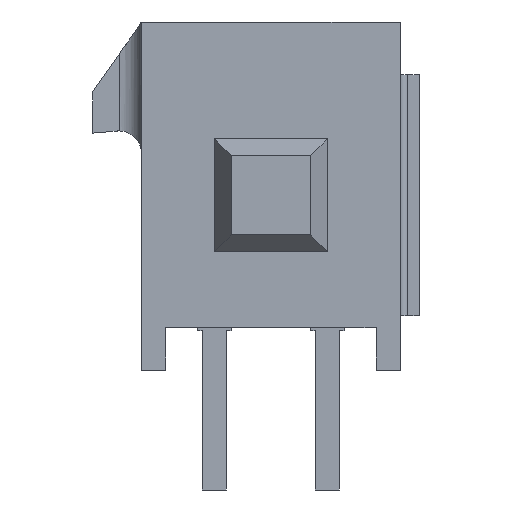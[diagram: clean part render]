
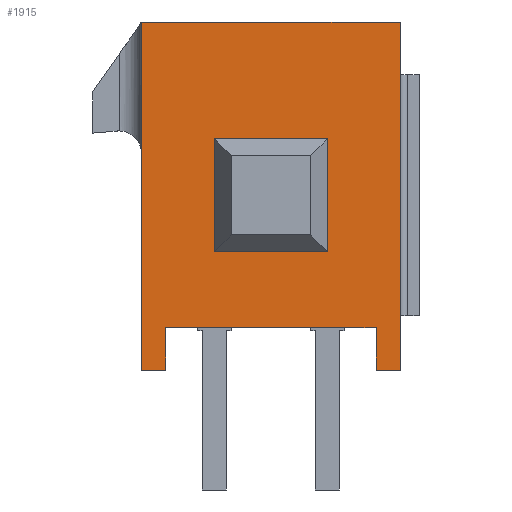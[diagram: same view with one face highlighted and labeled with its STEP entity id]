
A CAD part, left-side view. The second image highlights one B-rep face of the part: STEP entity #1915.
In plain terms, the highlighted planar face has unit normal (-1, 0, 0).
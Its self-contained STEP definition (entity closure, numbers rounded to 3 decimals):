
#1810=CARTESIAN_POINT('',(-3.43,3.773,9.702));
#1811=DIRECTION('',(1.0,0.0,0.0));
#1812=DIRECTION('',(0.0,0.0,-1.0));
#1813=AXIS2_PLACEMENT_3D('',#1810,#1811,#1812);
#1814=PLANE('',#1813);
#1815=CARTESIAN_POINT('',(-3.43,2.79,0.0));
#1816=VERTEX_POINT('',#1815);
#1817=CARTESIAN_POINT('',(-3.43,3.43,0.0));
#1818=VERTEX_POINT('',#1817);
#1819=CARTESIAN_POINT('',(-3.43,2.79,0.0));
#1820=DIRECTION('',(0.0,1.0,0.0));
#1821=VECTOR('',#1820,0.64);
#1822=LINE('',#1819,#1821);
#1823=EDGE_CURVE('',#1816,#1818,#1822,.T.);
#1824=ORIENTED_EDGE('',*,*,#1823,.F.);
#1825=CARTESIAN_POINT('',(-3.43,2.79,1.13));
#1826=VERTEX_POINT('',#1825);
#1827=CARTESIAN_POINT('',(-3.43,2.79,1.13));
#1828=DIRECTION('',(0.0,0.0,-1.0));
#1829=VECTOR('',#1828,1.13);
#1830=LINE('',#1827,#1829);
#1831=EDGE_CURVE('',#1826,#1816,#1830,.T.);
#1832=ORIENTED_EDGE('',*,*,#1831,.F.);
#1833=CARTESIAN_POINT('',(-3.43,-2.79,1.13));
#1834=VERTEX_POINT('',#1833);
#1835=CARTESIAN_POINT('',(-3.43,-2.79,1.13));
#1836=DIRECTION('',(0.0,1.0,0.0));
#1837=VECTOR('',#1836,5.58);
#1838=LINE('',#1835,#1837);
#1839=EDGE_CURVE('',#1834,#1826,#1838,.T.);
#1840=ORIENTED_EDGE('',*,*,#1839,.F.);
#1841=CARTESIAN_POINT('',(-3.43,-2.79,0.0));
#1842=VERTEX_POINT('',#1841);
#1843=CARTESIAN_POINT('',(-3.43,-2.79,0.0));
#1844=DIRECTION('',(0.0,0.0,1.0));
#1845=VECTOR('',#1844,1.13);
#1846=LINE('',#1843,#1845);
#1847=EDGE_CURVE('',#1842,#1834,#1846,.T.);
#1848=ORIENTED_EDGE('',*,*,#1847,.F.);
#1849=CARTESIAN_POINT('',(-3.43,-3.43,0.0));
#1850=VERTEX_POINT('',#1849);
#1851=CARTESIAN_POINT('',(-3.43,-3.43,0.0));
#1852=DIRECTION('',(0.0,1.0,0.0));
#1853=VECTOR('',#1852,0.64);
#1854=LINE('',#1851,#1853);
#1855=EDGE_CURVE('',#1850,#1842,#1854,.T.);
#1856=ORIENTED_EDGE('',*,*,#1855,.F.);
#1857=CARTESIAN_POINT('',(-3.43,-3.43,9.24));
#1858=VERTEX_POINT('',#1857);
#1859=CARTESIAN_POINT('',(-3.43,-3.43,9.24));
#1860=DIRECTION('',(0.0,0.0,-1.0));
#1861=VECTOR('',#1860,9.24);
#1862=LINE('',#1859,#1861);
#1863=EDGE_CURVE('',#1858,#1850,#1862,.T.);
#1864=ORIENTED_EDGE('',*,*,#1863,.F.);
#1865=CARTESIAN_POINT('',(-3.43,3.43,9.24));
#1866=VERTEX_POINT('',#1865);
#1867=CARTESIAN_POINT('',(-3.43,3.43,9.24));
#1868=DIRECTION('',(0.0,-1.0,0.0));
#1869=VECTOR('',#1868,6.86);
#1870=LINE('',#1867,#1869);
#1871=EDGE_CURVE('',#1866,#1858,#1870,.T.);
#1872=ORIENTED_EDGE('',*,*,#1871,.F.);
#1873=CARTESIAN_POINT('',(-3.43,3.43,0.0));
#1874=DIRECTION('',(0.0,0.0,1.0));
#1875=VECTOR('',#1874,9.24);
#1876=LINE('',#1873,#1875);
#1877=EDGE_CURVE('',#1818,#1866,#1876,.T.);
#1878=ORIENTED_EDGE('',*,*,#1877,.F.);
#1879=EDGE_LOOP('',(#1824,#1832,#1840,#1848,#1856,#1864,#1872,#1878));
#1880=FACE_OUTER_BOUND('',#1879,.T.);
#1881=CARTESIAN_POINT('',(-3.43,-1.0,3.64));
#1882=VERTEX_POINT('',#1881);
#1883=CARTESIAN_POINT('',(-3.43,1.0,3.64));
#1884=VERTEX_POINT('',#1883);
#1885=CARTESIAN_POINT('',(-3.43,-1.0,3.64));
#1886=DIRECTION('',(0.0,1.0,0.0));
#1887=VECTOR('',#1886,2.0);
#1888=LINE('',#1885,#1887);
#1889=EDGE_CURVE('',#1882,#1884,#1888,.T.);
#1890=ORIENTED_EDGE('',*,*,#1889,.T.);
#1891=CARTESIAN_POINT('',(-3.43,1.0,5.64));
#1892=VERTEX_POINT('',#1891);
#1893=CARTESIAN_POINT('',(-3.43,1.0,5.64));
#1894=DIRECTION('',(0.0,0.0,-1.0));
#1895=VECTOR('',#1894,2.0);
#1896=LINE('',#1893,#1895);
#1897=EDGE_CURVE('',#1892,#1884,#1896,.T.);
#1898=ORIENTED_EDGE('',*,*,#1897,.F.);
#1899=CARTESIAN_POINT('',(-3.43,-1.0,5.64));
#1900=VERTEX_POINT('',#1899);
#1901=CARTESIAN_POINT('',(-3.43,-1.0,5.64));
#1902=DIRECTION('',(0.0,1.0,0.0));
#1903=VECTOR('',#1902,2.0);
#1904=LINE('',#1901,#1903);
#1905=EDGE_CURVE('',#1900,#1892,#1904,.T.);
#1906=ORIENTED_EDGE('',*,*,#1905,.F.);
#1907=CARTESIAN_POINT('',(-3.43,-1.0,5.64));
#1908=DIRECTION('',(0.0,0.0,-1.0));
#1909=VECTOR('',#1908,2.0);
#1910=LINE('',#1907,#1909);
#1911=EDGE_CURVE('',#1900,#1882,#1910,.T.);
#1912=ORIENTED_EDGE('',*,*,#1911,.T.);
#1913=EDGE_LOOP('',(#1890,#1898,#1906,#1912));
#1914=FACE_BOUND('',#1913,.T.);
#1915=ADVANCED_FACE('',(#1880,#1914),#1814,.F.);
